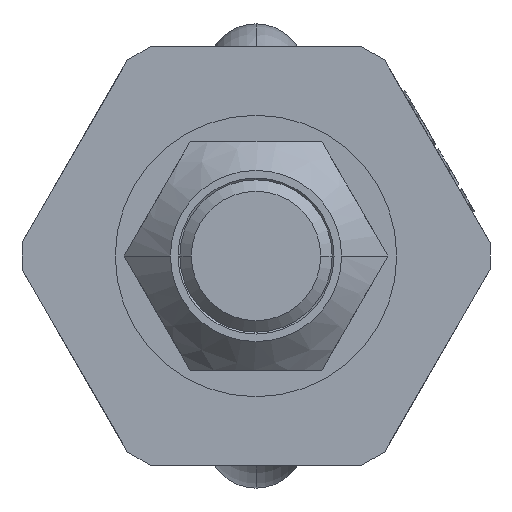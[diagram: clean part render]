
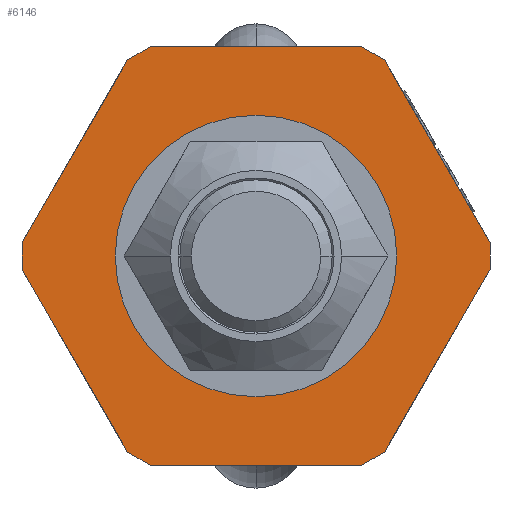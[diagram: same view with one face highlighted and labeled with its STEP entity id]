
A CAD part, front view. The second image highlights one B-rep face of the part: STEP entity #6146.
In plain terms, the highlighted face is planar.
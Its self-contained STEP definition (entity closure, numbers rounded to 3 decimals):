
#1=DIRECTION('',(0.,-1.,0.));
#2=VECTOR('',#1,3.479);
#3=CARTESIAN_POINT('',(-30.75,1.739,0.));
#4=LINE('',#3,#2);
#5=DIRECTION('',(0.5,-0.866,0.));
#6=VECTOR('',#5,27.737);
#7=CARTESIAN_POINT('',(-30.75,-1.739,0.));
#8=LINE('',#7,#6);
#9=DIRECTION('',(0.866,-0.5,0.));
#10=VECTOR('',#9,3.479);
#11=CARTESIAN_POINT('',(-16.881,-25.761,0.));
#12=LINE('',#11,#10);
#13=DIRECTION('',(1.,0.,0.));
#14=VECTOR('',#13,27.737);
#15=CARTESIAN_POINT('',(-13.869,-27.5,0.));
#16=LINE('',#15,#14);
#17=DIRECTION('',(0.866,0.5,0.));
#18=VECTOR('',#17,3.479);
#19=CARTESIAN_POINT('',(13.869,-27.5,0.));
#20=LINE('',#19,#18);
#21=DIRECTION('',(0.5,0.866,0.));
#22=VECTOR('',#21,27.737);
#23=CARTESIAN_POINT('',(16.881,-25.761,0.));
#24=LINE('',#23,#22);
#25=DIRECTION('',(0.,1.,0.));
#26=VECTOR('',#25,3.479);
#27=CARTESIAN_POINT('',(30.75,-1.739,0.));
#28=LINE('',#27,#26);
#29=DIRECTION('',(-0.5,0.866,0.));
#30=VECTOR('',#29,27.737);
#31=CARTESIAN_POINT('',(30.75,1.739,0.));
#32=LINE('',#31,#30);
#33=DIRECTION('',(-0.866,0.5,0.));
#34=VECTOR('',#33,3.479);
#35=CARTESIAN_POINT('',(16.881,25.761,0.));
#36=LINE('',#35,#34);
#37=DIRECTION('',(-1.,0.,0.));
#38=VECTOR('',#37,27.737);
#39=CARTESIAN_POINT('',(13.869,27.5,0.));
#40=LINE('',#39,#38);
#41=DIRECTION('',(-0.866,-0.5,0.));
#42=VECTOR('',#41,3.479);
#43=CARTESIAN_POINT('',(-13.869,27.5,0.));
#44=LINE('',#43,#42);
#45=DIRECTION('',(-0.5,-0.866,0.));
#46=VECTOR('',#45,27.737);
#47=CARTESIAN_POINT('',(-16.881,25.761,0.));
#48=LINE('',#47,#46);
#49=CARTESIAN_POINT('',(0.,0.,0.));
#50=DIRECTION('',(0.,0.,1.));
#51=DIRECTION('',(0.,1.,0.));
#52=AXIS2_PLACEMENT_3D('',#49,#50,#51);
#54=CARTESIAN_POINT('',(0.,0.,0.));
#55=DIRECTION('',(0.,0.,1.));
#56=DIRECTION('',(0.,-1.,0.));
#57=AXIS2_PLACEMENT_3D('',#54,#55,#56);
#4647=CARTESIAN_POINT('',(-30.75,1.739,0.));
#4648=CARTESIAN_POINT('',(-30.75,-1.739,0.));
#4649=VERTEX_POINT('',#4647);
#4650=VERTEX_POINT('',#4648);
#4651=CARTESIAN_POINT('',(30.75,-1.739,0.));
#4652=CARTESIAN_POINT('',(30.75,1.739,0.));
#4653=VERTEX_POINT('',#4651);
#4654=VERTEX_POINT('',#4652);
#4655=CARTESIAN_POINT('',(16.881,25.761,0.));
#4656=CARTESIAN_POINT('',(13.869,27.5,0.));
#4657=VERTEX_POINT('',#4655);
#4658=VERTEX_POINT('',#4656);
#4659=CARTESIAN_POINT('',(-16.881,-25.761,0.));
#4660=CARTESIAN_POINT('',(-13.869,-27.5,0.));
#4661=VERTEX_POINT('',#4659);
#4662=VERTEX_POINT('',#4660);
#4663=CARTESIAN_POINT('',(13.869,-27.5,0.));
#4664=CARTESIAN_POINT('',(16.881,-25.761,0.));
#4665=VERTEX_POINT('',#4663);
#4666=VERTEX_POINT('',#4664);
#4667=CARTESIAN_POINT('',(-13.869,27.5,0.));
#4668=CARTESIAN_POINT('',(-16.881,25.761,0.));
#4669=VERTEX_POINT('',#4667);
#4670=VERTEX_POINT('',#4668);
#4777=CARTESIAN_POINT('',(0.,10.1,0.));
#4778=CARTESIAN_POINT('',(0.,-10.1,0.));
#4779=VERTEX_POINT('',#4777);
#4780=VERTEX_POINT('',#4778);
#6109=CARTESIAN_POINT('',(0.,0.,0.));
#6110=DIRECTION('',(0.,0.,1.));
#6111=DIRECTION('',(1.,0.,0.));
#6112=AXIS2_PLACEMENT_3D('',#6109,#6110,#6111);
#6113=PLANE('',#6112);
#6115=ORIENTED_EDGE('',*,*,#6114,.T.);
#6117=ORIENTED_EDGE('',*,*,#6116,.T.);
#6119=ORIENTED_EDGE('',*,*,#6118,.T.);
#6121=ORIENTED_EDGE('',*,*,#6120,.T.);
#6123=ORIENTED_EDGE('',*,*,#6122,.T.);
#6125=ORIENTED_EDGE('',*,*,#6124,.T.);
#6127=ORIENTED_EDGE('',*,*,#6126,.T.);
#6129=ORIENTED_EDGE('',*,*,#6128,.T.);
#6131=ORIENTED_EDGE('',*,*,#6130,.T.);
#6133=ORIENTED_EDGE('',*,*,#6132,.T.);
#6135=ORIENTED_EDGE('',*,*,#6134,.T.);
#6137=ORIENTED_EDGE('',*,*,#6136,.T.);
#6138=EDGE_LOOP('',(#6115,#6117,#6119,#6121,#6123,#6125,#6127,#6129,#6131,#6133,
#6135,#6137));
#6139=FACE_OUTER_BOUND('',#6138,.F.);
#6141=ORIENTED_EDGE('',*,*,#6140,.F.);
#6143=ORIENTED_EDGE('',*,*,#6142,.F.);
#6144=EDGE_LOOP('',(#6141,#6143));
#6145=FACE_BOUND('',#6144,.F.);
#6146=ADVANCED_FACE('',(#6139,#6145),#6113,.F.);
#53=CIRCLE('',#52,10.1);
#58=CIRCLE('',#57,10.1);
#6114=EDGE_CURVE('',#4649,#4650,#4,.T.);
#6116=EDGE_CURVE('',#4650,#4661,#8,.T.);
#6118=EDGE_CURVE('',#4661,#4662,#12,.T.);
#6120=EDGE_CURVE('',#4662,#4665,#16,.T.);
#6122=EDGE_CURVE('',#4665,#4666,#20,.T.);
#6124=EDGE_CURVE('',#4666,#4653,#24,.T.);
#6126=EDGE_CURVE('',#4653,#4654,#28,.T.);
#6128=EDGE_CURVE('',#4654,#4657,#32,.T.);
#6130=EDGE_CURVE('',#4657,#4658,#36,.T.);
#6132=EDGE_CURVE('',#4658,#4669,#40,.T.);
#6134=EDGE_CURVE('',#4669,#4670,#44,.T.);
#6136=EDGE_CURVE('',#4670,#4649,#48,.T.);
#6140=EDGE_CURVE('',#4779,#4780,#53,.T.);
#6142=EDGE_CURVE('',#4780,#4779,#58,.T.);
